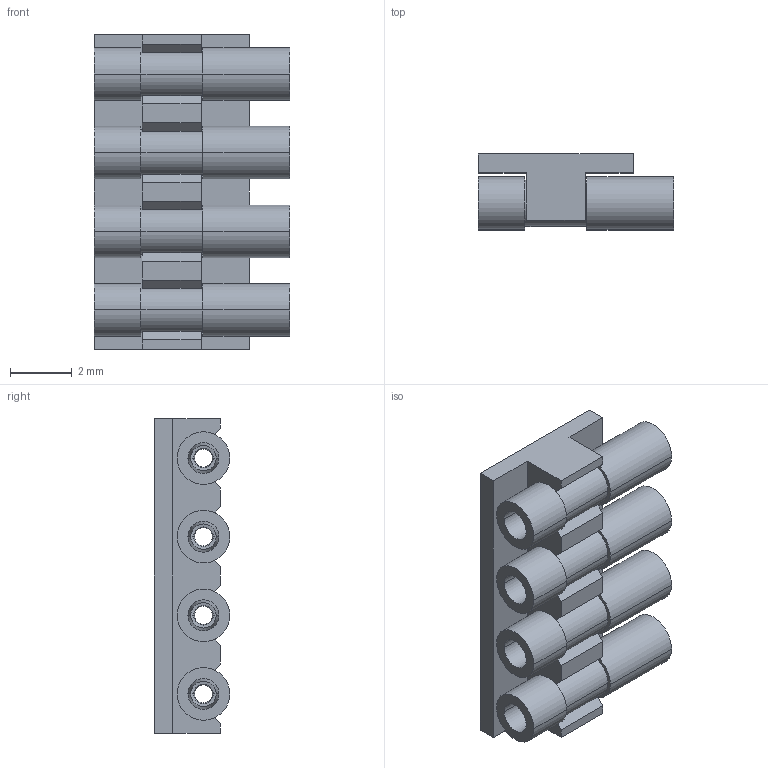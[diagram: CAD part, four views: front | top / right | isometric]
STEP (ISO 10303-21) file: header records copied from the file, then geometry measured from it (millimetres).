
FILE_DESCRIPTION(('STEP AP242'),'1');
FILE_NAME('pcb_connector_8fm-78-0004-02-146.stp','2020-06-10T17:12:11',('TraceParts'),('TraceParts S.A.'),'Spatial InterOp 3D',' ',' ');
FILE_SCHEMA(('AP242_MANAGED_MODEL_BASED_3D_ENGINEERING_MIM_LF {1 0 10303 442 1 1 4}'));
Length unit declared in the file: millimetre
Products named in the file (1): pcb_connector_8fm-78-0004-02-146_1
Bounding box: 6.3 x 2.44 x 10.16 mm (x, y, z)
Volume: 78 mm3; surface area: 425.1 mm2
Topology: 5 solids, 5 shells, 154 faces, 352 edges, 216 vertices
Faces by surface type: cylinder 60, cone 40, plane 38, torus 16
Entity records: 5640 total; most frequent: DIRECTION 862, CARTESIAN_POINT 727, ORIENTED_EDGE 704, EDGE_CURVE 352, AXIS2_PLACEMENT_3D 351, VERTEX_POINT 216, CIRCLE 192, EDGE_LOOP 170
